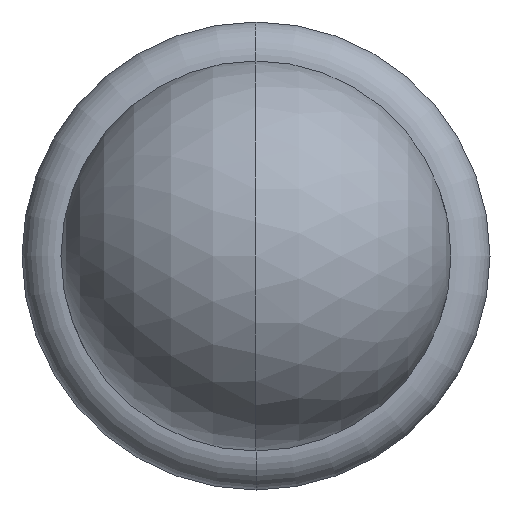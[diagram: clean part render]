
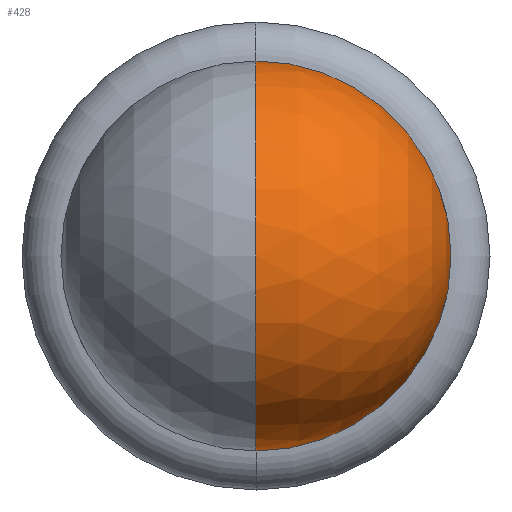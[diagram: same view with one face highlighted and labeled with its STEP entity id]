
A CAD part, left-side view. The second image highlights one B-rep face of the part: STEP entity #428.
In plain terms, the highlighted spherical face has radius 2.5 mm.
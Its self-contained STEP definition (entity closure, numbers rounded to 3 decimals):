
#7 = CARTESIAN_POINT ( 'NONE',  ( -17.5, 0., 2.5 ) ) ;
#14 = CARTESIAN_POINT ( 'NONE',  ( -17.5, 0., 0. ) ) ;
#21 = SPHERICAL_SURFACE ( 'NONE', #389, 2.5 ) ;
#37 = VERTEX_POINT ( 'NONE', #260 ) ;
#49 = EDGE_CURVE ( 'NONE', #101, #322, #407, .T. ) ;
#55 = CARTESIAN_POINT ( 'NONE',  ( -17.5, 0., 0. ) ) ;
#91 = EDGE_CURVE ( 'NONE', #37, #322, #199, .T. ) ;
#101 = VERTEX_POINT ( 'NONE', #7 ) ;
#122 = ORIENTED_EDGE ( 'NONE', *, *, #91, .T. ) ;
#124 = CARTESIAN_POINT ( 'NONE',  ( -17.5, 0., -2.5 ) ) ;
#175 = ORIENTED_EDGE ( 'NONE', *, *, #49, .F. ) ;
#188 = CARTESIAN_POINT ( 'NONE',  ( -17.5, 0., 0. ) ) ;
#192 = DIRECTION ( 'NONE',  ( 0., 0., -1. ) ) ;
#199 = CIRCLE ( 'NONE', #354, 2.5 ) ;
#217 = FACE_OUTER_BOUND ( 'NONE', #420, .T. ) ;
#220 = DIRECTION ( 'NONE',  ( 0., 0., 1. ) ) ;
#232 = DIRECTION ( 'NONE',  ( 0., 0., -1. ) ) ;
#252 = ORIENTED_EDGE ( 'NONE', *, *, #315, .F. ) ;
#260 = CARTESIAN_POINT ( 'NONE',  ( -20., 0., 0. ) ) ;
#269 = CARTESIAN_POINT ( 'NONE',  ( -17.5, 0., 0. ) ) ;
#302 = DIRECTION ( 'NONE',  ( 0., 1., 0. ) ) ;
#307 = AXIS2_PLACEMENT_3D ( 'NONE', #55, #302, #338 ) ;
#315 = EDGE_CURVE ( 'NONE', #37, #101, #426, .T. ) ;
#322 = VERTEX_POINT ( 'NONE', #124 ) ;
#327 = AXIS2_PLACEMENT_3D ( 'NONE', #188, #427, #220 ) ;
#338 = DIRECTION ( 'NONE',  ( 0., 0., 1. ) ) ;
#343 = DIRECTION ( 'NONE',  ( 0., 1., 0. ) ) ;
#354 = AXIS2_PLACEMENT_3D ( 'NONE', #14, #369, #232 ) ;
#369 = DIRECTION ( 'NONE',  ( 0., -1., 0. ) ) ;
#389 = AXIS2_PLACEMENT_3D ( 'NONE', #269, #343, #192 ) ;
#407 = CIRCLE ( 'NONE', #327, 2.5 ) ;
#420 = EDGE_LOOP ( 'NONE', ( #252, #122, #175 ) ) ;
#426 = CIRCLE ( 'NONE', #307, 2.5 ) ;
#427 = DIRECTION ( 'NONE',  ( 1., 0., 0. ) ) ;
#428 = ADVANCED_FACE ( 'NONE', ( #217 ), #21, .T. ) ;
